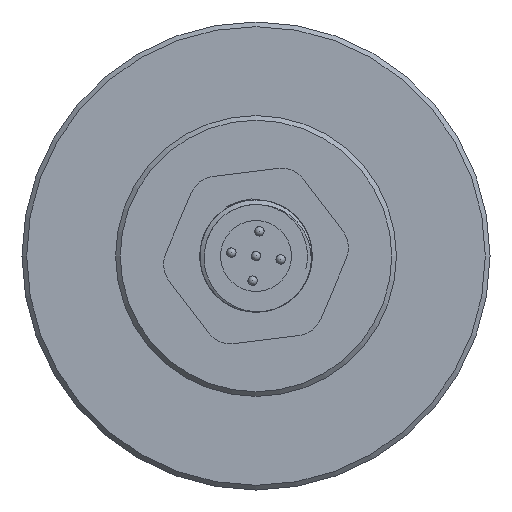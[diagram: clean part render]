
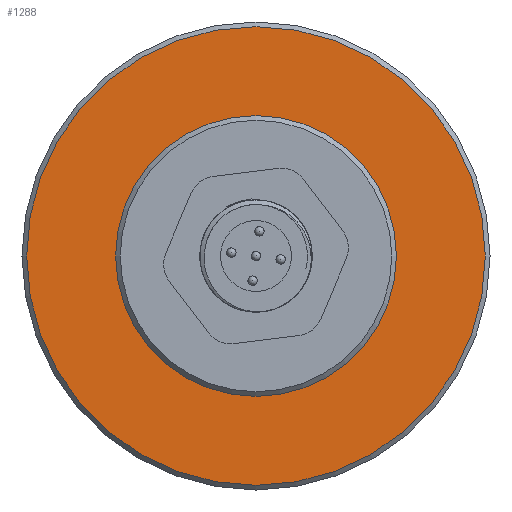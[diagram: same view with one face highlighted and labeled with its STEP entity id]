
A CAD part, front view. The second image highlights one B-rep face of the part: STEP entity #1288.
In plain terms, the highlighted planar face has unit normal (0, -1, 0).
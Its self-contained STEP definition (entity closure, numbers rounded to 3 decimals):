
#97=FACE_BOUND('',#261,.T.);
#110=PLANE('',#1469);
#180=FACE_OUTER_BOUND('',#260,.T.);
#260=EDGE_LOOP('',(#916));
#261=EDGE_LOOP('',(#917,#918));
#494=CIRCLE('',#1468,24.5);
#495=CIRCLE('',#1470,14.);
#496=CIRCLE('',#1471,14.);
#568=VERTEX_POINT('',#2022);
#569=VERTEX_POINT('',#2026);
#570=VERTEX_POINT('',#2027);
#708=EDGE_CURVE('',#568,#568,#494,.T.);
#710=EDGE_CURVE('',#569,#570,#495,.T.);
#711=EDGE_CURVE('',#570,#569,#496,.T.);
#916=ORIENTED_EDGE('',*,*,#708,.F.);
#917=ORIENTED_EDGE('',*,*,#710,.F.);
#918=ORIENTED_EDGE('',*,*,#711,.F.);
#1288=ADVANCED_FACE('',(#180,#97),#110,.T.);
#1468=AXIS2_PLACEMENT_3D('',#2023,#1649,#1650);
#1469=AXIS2_PLACEMENT_3D('',#2025,#1652,#1653);
#1470=AXIS2_PLACEMENT_3D('',#2028,#1654,#1655);
#1471=AXIS2_PLACEMENT_3D('',#2029,#1656,#1657);
#1649=DIRECTION('center_axis',(0.,1.,0.));
#1650=DIRECTION('ref_axis',(-1.,0.,0.));
#1652=DIRECTION('center_axis',(0.,-1.,0.));
#1653=DIRECTION('ref_axis',(0.,0.,-1.));
#1654=DIRECTION('center_axis',(0.,-1.,0.));
#1655=DIRECTION('ref_axis',(1.,0.,0.));
#1656=DIRECTION('center_axis',(0.,-1.,0.));
#1657=DIRECTION('ref_axis',(1.,0.,0.));
#2022=CARTESIAN_POINT('',(24.5,8.375,0.));
#2023=CARTESIAN_POINT('Origin',(0.,8.375,
0.));
#2025=CARTESIAN_POINT('Origin',(15.,8.375,0.));
#2026=CARTESIAN_POINT('',(0.,8.375,-14.));
#2027=CARTESIAN_POINT('',(0.,8.375,14.));
#2028=CARTESIAN_POINT('Origin',(0.,8.375,0.));
#2029=CARTESIAN_POINT('Origin',(0.,8.375,0.));
